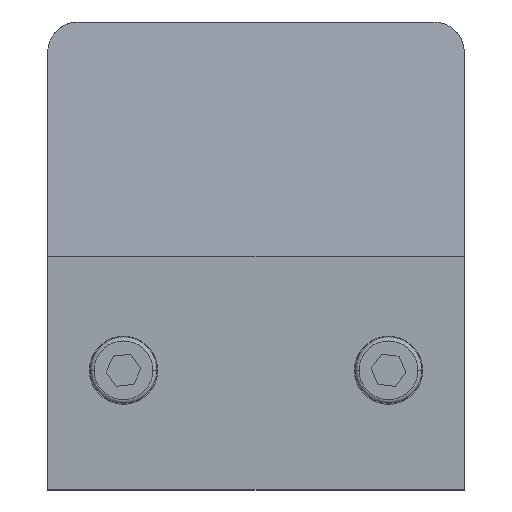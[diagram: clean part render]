
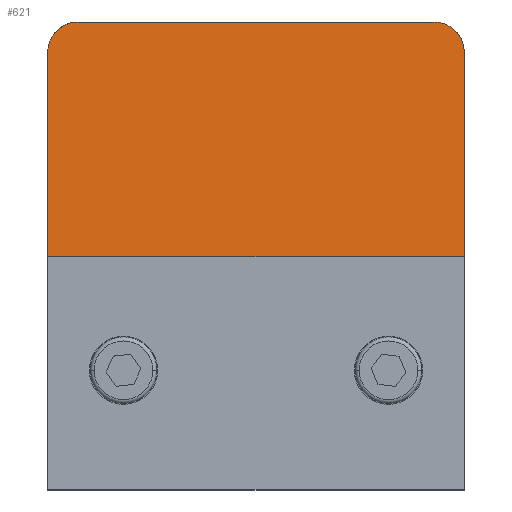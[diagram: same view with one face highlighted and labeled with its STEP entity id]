
A CAD part, top view. The second image highlights one B-rep face of the part: STEP entity #621.
In plain terms, the highlighted planar face has unit normal (0, 0.064, 0.998).
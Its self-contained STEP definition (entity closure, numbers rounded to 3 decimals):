
#6 = CARTESIAN_POINT ( 'NONE',  ( 27.5, 37.5, 21.5 ) ) ;
#39 = EDGE_CURVE ( 'NONE', #1720, #544, #622, .T. ) ;
#60 = VERTEX_POINT ( 'NONE', #878 ) ;
#133 = ORIENTED_EDGE ( 'NONE', *, *, #1845, .T. ) ;
#322 = CARTESIAN_POINT ( 'NONE',  ( 27.5, 6.5, 23.5 ) ) ;
#544 = VERTEX_POINT ( 'NONE', #694 ) ;
#579 = CARTESIAN_POINT ( 'NONE',  ( 27.5, 33.5, 21.758 ) ) ;
#621 = ADVANCED_FACE ( 'NONE', ( #2867 ), #831, .F. ) ;
#622 = LINE ( 'NONE', #2955, #708 ) ;
#630 = VERTEX_POINT ( 'NONE', #2906 ) ;
#667 = ORIENTED_EDGE ( 'NONE', *, *, #1860, .F. ) ;
#682 = CARTESIAN_POINT ( 'NONE',  ( 27.5, 37.5, 21.5 ) ) ;
#694 = CARTESIAN_POINT ( 'NONE',  ( -23.5, 37.5, 21.5 ) ) ;
#708 = VECTOR ( 'NONE', #2114, 1000. ) ;
#831 = PLANE ( 'NONE',  #1963 ) ;
#878 = CARTESIAN_POINT ( 'NONE',  ( -27.5, 33.5, 21.758 ) ) ;
#996 = CARTESIAN_POINT ( 'NONE',  ( 27.5, 6.5, 23.5 ) ) ;
#1119 = CARTESIAN_POINT ( 'NONE',  ( 27.5, 33.5, 21.758 ) ) ;
#1147 = EDGE_LOOP ( 'NONE', ( #3288, #133, #1665, #2024, #667, #2316 ) ) ;
#1169 = CARTESIAN_POINT ( 'NONE',  ( -27.5, 37.5, 21.5 ) ) ;
#1182 = CARTESIAN_POINT ( 'NONE',  ( 27.5, 35.843, 21.607 ) ) ;
#1194 = CARTESIAN_POINT ( 'NONE',  ( -27.5, 35.843, 21.607 ) ) ;
#1257 = VECTOR ( 'NONE', #1726, 1000. ) ;
#1386 = VERTEX_POINT ( 'NONE', #579 ) ;
#1632 = VECTOR ( 'NONE', #2253, 1000. ) ;
#1665 = ORIENTED_EDGE ( 'NONE', *, *, #3223, .T. ) ;
#1720 = VERTEX_POINT ( 'NONE', #3216 ) ;
#1726 = DIRECTION ( 'NONE',  ( 0., -0.998, 0.064 ) ) ;
#1801 = DIRECTION ( 'NONE',  ( 0., -0.064, -0.998 ) ) ;
#1827 = EDGE_CURVE ( 'NONE', #3305, #630, #2651, .T. ) ;
#1845 = EDGE_CURVE ( 'NONE', #544, #60, #2298, .T. ) ;
#1860 = EDGE_CURVE ( 'NONE', #1386, #3305, #2742, .T. ) ;
#1915 = LINE ( 'NONE', #1169, #3095 ) ;
#1963 = AXIS2_PLACEMENT_3D ( 'NONE', #6, #1801, #3353 ) ;
#2024 = ORIENTED_EDGE ( 'NONE', *, *, #1827, .F. ) ;
#2114 = DIRECTION ( 'NONE',  ( -1., 0., 0. ) ) ;
#2186 =( BOUNDED_CURVE ( )  B_SPLINE_CURVE ( 3, ( #1119, #1182, #3173, #2427 ),
 .UNSPECIFIED., .F., .T. ) 
 B_SPLINE_CURVE_WITH_KNOTS ( ( 4, 4 ),
 ( 4.712, 6.283 ),
 .UNSPECIFIED. ) 
 CURVE ( )  GEOMETRIC_REPRESENTATION_ITEM ( )  RATIONAL_B_SPLINE_CURVE ( ( 1., 0.805, 0.805, 1. ) ) 
 REPRESENTATION_ITEM ( '' )  );
#2253 = DIRECTION ( 'NONE',  ( -1., 0., 0. ) ) ;
#2298 =( BOUNDED_CURVE ( )  B_SPLINE_CURVE ( 3, ( #2473, #3271, #1194, #3014 ),
 .UNSPECIFIED., .F., .T. ) 
 B_SPLINE_CURVE_WITH_KNOTS ( ( 4, 4 ),
 ( 3.142, 4.712 ),
 .UNSPECIFIED. ) 
 CURVE ( )  GEOMETRIC_REPRESENTATION_ITEM ( )  RATIONAL_B_SPLINE_CURVE ( ( 1., 0.805, 0.805, 1. ) ) 
 REPRESENTATION_ITEM ( '' )  );
#2316 = ORIENTED_EDGE ( 'NONE', *, *, #3136, .T. ) ;
#2427 = CARTESIAN_POINT ( 'NONE',  ( 23.5, 37.5, 21.5 ) ) ;
#2473 = CARTESIAN_POINT ( 'NONE',  ( -23.5, 37.5, 21.5 ) ) ;
#2651 = LINE ( 'NONE', #322, #1632 ) ;
#2660 = DIRECTION ( 'NONE',  ( 0., -0.998, 0.064 ) ) ;
#2742 = LINE ( 'NONE', #682, #1257 ) ;
#2867 = FACE_OUTER_BOUND ( 'NONE', #1147, .T. ) ;
#2906 = CARTESIAN_POINT ( 'NONE',  ( -27.5, 6.5, 23.5 ) ) ;
#2955 = CARTESIAN_POINT ( 'NONE',  ( 27.5, 37.5, 21.5 ) ) ;
#3014 = CARTESIAN_POINT ( 'NONE',  ( -27.5, 33.5, 21.758 ) ) ;
#3095 = VECTOR ( 'NONE', #2660, 1000. ) ;
#3136 = EDGE_CURVE ( 'NONE', #1386, #1720, #2186, .T. ) ;
#3173 = CARTESIAN_POINT ( 'NONE',  ( 25.843, 37.5, 21.5 ) ) ;
#3216 = CARTESIAN_POINT ( 'NONE',  ( 23.5, 37.5, 21.5 ) ) ;
#3223 = EDGE_CURVE ( 'NONE', #60, #630, #1915, .T. ) ;
#3271 = CARTESIAN_POINT ( 'NONE',  ( -25.843, 37.5, 21.5 ) ) ;
#3288 = ORIENTED_EDGE ( 'NONE', *, *, #39, .T. ) ;
#3305 = VERTEX_POINT ( 'NONE', #996 ) ;
#3353 = DIRECTION ( 'NONE',  ( 0., 0.998, -0.064 ) ) ;
